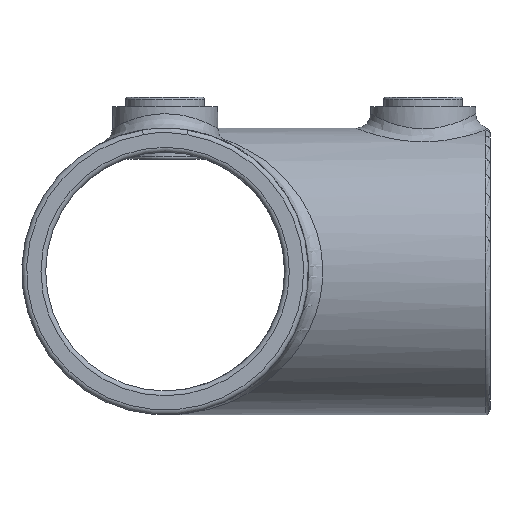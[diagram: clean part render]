
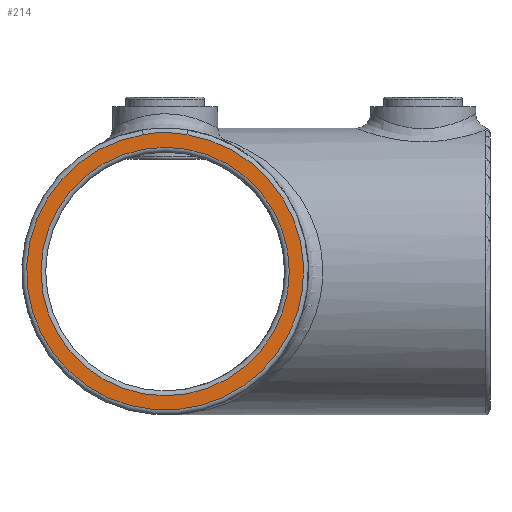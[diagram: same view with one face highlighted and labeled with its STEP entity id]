
A CAD part, left-side view. The second image highlights one B-rep face of the part: STEP entity #214.
In plain terms, the highlighted planar face has unit normal (-1, 0, 0).
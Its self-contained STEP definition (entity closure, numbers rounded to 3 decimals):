
#5 = AXIS2_PLACEMENT_3D ( 'NONE', #719, #4194, #3438 ) ;
#160 = EDGE_CURVE ( 'NONE', #3067, #4678, #3622, .T. ) ;
#214 = ADVANCED_FACE ( 'NONE', ( #4209, #2911 ), #1160, .F. ) ;
#287 = CIRCLE ( 'NONE', #5, 26. ) ;
#374 = CARTESIAN_POINT ( 'NONE',  ( -68., 69.531, 29.071 ) ) ;
#719 = CARTESIAN_POINT ( 'NONE',  ( -68., 68., 0. ) ) ;
#770 = CARTESIAN_POINT ( 'NONE',  ( -68., 72.566, 28.638 ) ) ;
#1009 = ORIENTED_EDGE ( 'NONE', *, *, #1884, .T. ) ;
#1024 = ORIENTED_EDGE ( 'NONE', *, *, #3963, .T. ) ;
#1039 = CARTESIAN_POINT ( 'NONE',  ( -68., 68., -26. ) ) ;
#1110 = CARTESIAN_POINT ( 'NONE',  ( -68., 71.049, 28.887 ) ) ;
#1160 = PLANE ( 'NONE',  #3094 ) ;
#1267 = DIRECTION ( 'NONE',  ( -1., 0., 0. ) ) ;
#1498 = CARTESIAN_POINT ( 'NONE',  ( -68., 63.434, 28.638 ) ) ;
#1530 = CARTESIAN_POINT ( 'NONE',  ( -68., 68.771, 29.127 ) ) ;
#1594 = CARTESIAN_POINT ( 'NONE',  ( -68., 68., 0. ) ) ;
#1672 = CARTESIAN_POINT ( 'NONE',  ( -68., 72.566, 28.638 ) ) ;
#1796 = EDGE_LOOP ( 'NONE', ( #1024 ) ) ;
#1884 = EDGE_CURVE ( 'NONE', #4678, #3067, #3767, .T. ) ;
#1888 = CARTESIAN_POINT ( 'NONE',  ( -68., 67.249, 29.127 ) ) ;
#2201 = VERTEX_POINT ( 'NONE', #1039 ) ;
#2257 = DIRECTION ( 'NONE',  ( 0., 0., -1. ) ) ;
#2533 = EDGE_LOOP ( 'NONE', ( #1009, #2597 ) ) ;
#2597 = ORIENTED_EDGE ( 'NONE', *, *, #160, .T. ) ;
#2682 = CARTESIAN_POINT ( 'NONE',  ( -68., 64.197, 28.76 ) ) ;
#2767 = DIRECTION ( 'NONE',  ( 0., 0., -1. ) ) ;
#2911 = FACE_BOUND ( 'NONE', #1796, .T. ) ;
#3052 = CARTESIAN_POINT ( 'NONE',  ( -68., 66.486, 29.073 ) ) ;
#3067 = VERTEX_POINT ( 'NONE', #3850 ) ;
#3082 = CARTESIAN_POINT ( 'NONE',  ( -68., 71.808, 28.759 ) ) ;
#3094 = AXIS2_PLACEMENT_3D ( 'NONE', #4966, #4919, #2257 ) ;
#3428 = CARTESIAN_POINT ( 'NONE',  ( -68., 64.96, 28.888 ) ) ;
#3438 = DIRECTION ( 'NONE',  ( 0., 0., -1. ) ) ;
#3622 = B_SPLINE_CURVE_WITH_KNOTS ( 'NONE', 3,
 ( #1498, #2682, #3428, #3052, #1888, #1530, #374, #1110, #3082, #770 ),
 .UNSPECIFIED., .F., .F.,
 ( 4, 2, 2, 2, 4 ),
 ( 0., 0.002, 0.005, 0.007, 0.009 ),
 .UNSPECIFIED. ) ;
#3767 = CIRCLE ( 'NONE', #3826, 29. ) ;
#3826 = AXIS2_PLACEMENT_3D ( 'NONE', #1594, #1267, #2767 ) ;
#3850 = CARTESIAN_POINT ( 'NONE',  ( -68., 63.434, 28.638 ) ) ;
#3963 = EDGE_CURVE ( 'NONE', #2201, #2201, #287, .T. ) ;
#4194 = DIRECTION ( 'NONE',  ( 1., 0., 0. ) ) ;
#4209 = FACE_OUTER_BOUND ( 'NONE', #2533, .T. ) ;
#4678 = VERTEX_POINT ( 'NONE', #1672 ) ;
#4919 = DIRECTION ( 'NONE',  ( 1., 0., 0. ) ) ;
#4966 = CARTESIAN_POINT ( 'NONE',  ( -68., 68., 0. ) ) ;
